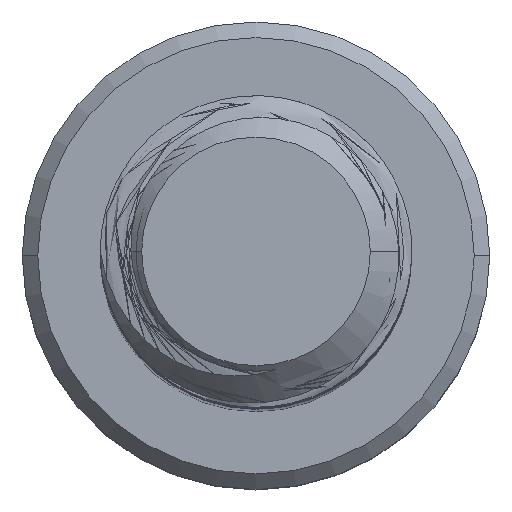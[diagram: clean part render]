
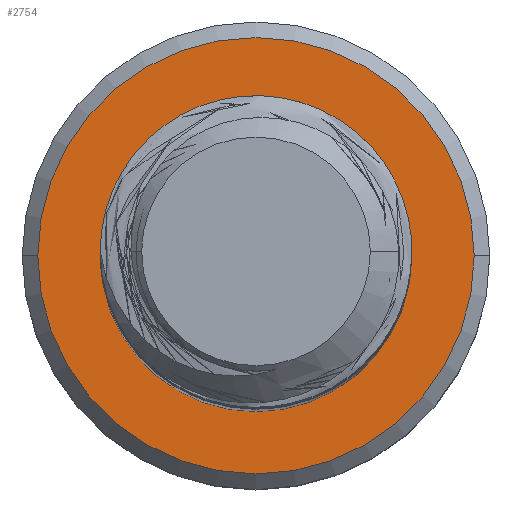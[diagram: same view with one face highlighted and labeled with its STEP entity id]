
A CAD part, top view. The second image highlights one B-rep face of the part: STEP entity #2754.
In plain terms, the highlighted planar face has unit normal (0, 0, 1).
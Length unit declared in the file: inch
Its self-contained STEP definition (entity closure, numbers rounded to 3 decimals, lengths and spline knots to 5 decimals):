
#399 = CARTESIAN_POINT ( 'NONE',  ( 0., 0., -2.5 ) ) ;
#480 = AXIS2_PLACEMENT_3D ( 'NONE', #2433, #2993, #3012 ) ;
#642 = EDGE_LOOP ( 'NONE', ( #4070, #4731 ) ) ;
#663 = CARTESIAN_POINT ( 'NONE',  ( -0.21875, 0., -2.5 ) ) ;
#997 = DIRECTION ( 'NONE',  ( -1., 0., 0. ) ) ;
#1010 = DIRECTION ( 'NONE',  ( 0., 0., 1. ) ) ;
#1014 = DIRECTION ( 'NONE',  ( 0., 0., 1. ) ) ;
#1018 = CARTESIAN_POINT ( 'NONE',  ( 0., 0., -2.5 ) ) ;
#1192 = CARTESIAN_POINT ( 'NONE',  ( 0.15625, 0., -2.5 ) ) ;
#1472 = DIRECTION ( 'NONE',  ( -1., 0., 0. ) ) ;
#1479 = DIRECTION ( 'NONE',  ( 0., 0., 1. ) ) ;
#1500 = CARTESIAN_POINT ( 'NONE',  ( 0., 0., -2.5 ) ) ;
#1886 = DIRECTION ( 'NONE',  ( -1., 0., 0. ) ) ;
#1907 = DIRECTION ( 'NONE',  ( 0., 0., 1. ) ) ;
#1986 = CARTESIAN_POINT ( 'NONE',  ( 0., 0., -2.5 ) ) ;
#2010 = EDGE_CURVE ( 'NONE', #2605, #4672, #3408, .T. ) ;
#2039 = AXIS2_PLACEMENT_3D ( 'NONE', #1500, #1479, #1472 ) ;
#2128 = VERTEX_POINT ( 'NONE', #1192 ) ;
#2281 = CARTESIAN_POINT ( 'NONE',  ( 0.21875, 0., -2.5 ) ) ;
#2433 = CARTESIAN_POINT ( 'NONE',  ( 0., 0., -2.5 ) ) ;
#2543 = EDGE_LOOP ( 'NONE', ( #4251, #4310 ) ) ;
#2605 = VERTEX_POINT ( 'NONE', #663 ) ;
#2754 = ADVANCED_FACE ( 'NONE', ( #5654, #5225 ), #3174, .F. ) ;
#2993 = DIRECTION ( 'NONE',  ( 0., 0., -1. ) ) ;
#3012 = DIRECTION ( 'NONE',  ( -1., 0., 0. ) ) ;
#3174 = PLANE ( 'NONE',  #480 ) ;
#3208 = EDGE_CURVE ( 'NONE', #5539, #2128, #5353, .T. ) ;
#3408 = CIRCLE ( 'NONE', #2039, 0.21875 ) ;
#3430 = AXIS2_PLACEMENT_3D ( 'NONE', #399, #1010, #3510 ) ;
#3510 = DIRECTION ( 'NONE',  ( -1., 0., 0. ) ) ;
#3596 = CARTESIAN_POINT ( 'NONE',  ( -0.15625, 0., -2.5 ) ) ;
#3970 = CIRCLE ( 'NONE', #3430, 0.15625 ) ;
#4070 = ORIENTED_EDGE ( 'NONE', *, *, #4473, .F. ) ;
#4138 = EDGE_CURVE ( 'NONE', #4672, #2605, #5035, .T. ) ;
#4251 = ORIENTED_EDGE ( 'NONE', *, *, #2010, .T. ) ;
#4310 = ORIENTED_EDGE ( 'NONE', *, *, #4138, .T. ) ;
#4473 = EDGE_CURVE ( 'NONE', #2128, #5539, #3970, .T. ) ;
#4480 = AXIS2_PLACEMENT_3D ( 'NONE', #1986, #1907, #1886 ) ;
#4672 = VERTEX_POINT ( 'NONE', #2281 ) ;
#4731 = ORIENTED_EDGE ( 'NONE', *, *, #3208, .F. ) ;
#4984 = AXIS2_PLACEMENT_3D ( 'NONE', #1018, #1014, #997 ) ;
#5035 = CIRCLE ( 'NONE', #4984, 0.21875 ) ;
#5225 = FACE_BOUND ( 'NONE', #642, .T. ) ;
#5353 = CIRCLE ( 'NONE', #4480, 0.15625 ) ;
#5539 = VERTEX_POINT ( 'NONE', #3596 ) ;
#5654 = FACE_OUTER_BOUND ( 'NONE', #2543, .T. ) ;
